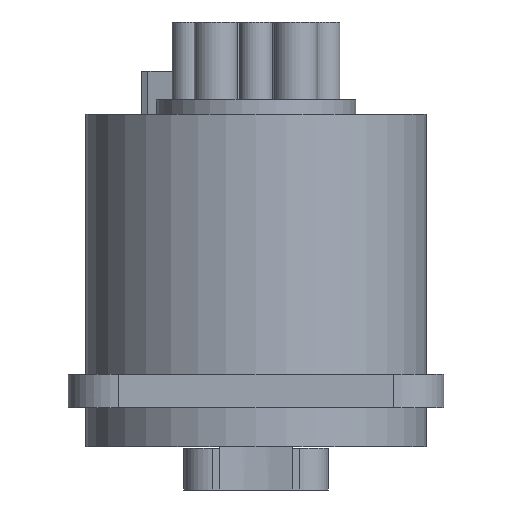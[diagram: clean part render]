
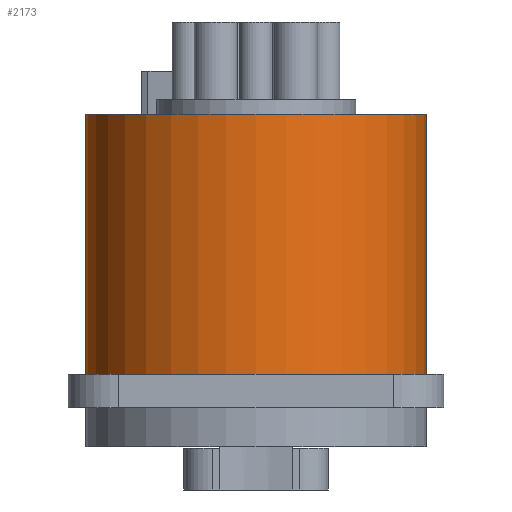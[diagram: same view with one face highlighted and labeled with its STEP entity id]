
A CAD part, front view. The second image highlights one B-rep face of the part: STEP entity #2173.
In plain terms, the highlighted cylindrical face has radius 11.8 mm (diameter 23.6 mm), a partial arc.
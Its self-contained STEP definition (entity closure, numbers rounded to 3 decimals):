
#161=CARTESIAN_POINT('',(0.,0.,2.3));
#162=DIRECTION('',(0.,0.,-1.));
#163=DIRECTION('',(1.,0.,0.));
#164=AXIS2_PLACEMENT_3D('',#161,#162,#163);
#218=DIRECTION('',(0.,0.,-1.));
#219=VECTOR('',#218,18.);
#220=CARTESIAN_POINT('',(-11.8,0.,20.3));
#221=LINE('',#220,#219);
#234=DIRECTION('',(0.,0.,-1.));
#235=VECTOR('',#234,18.);
#236=CARTESIAN_POINT('',(11.8,0.,20.3));
#237=LINE('',#236,#235);
#767=CARTESIAN_POINT('',(0.,0.,20.3));
#768=DIRECTION('',(0.,0.,-1.));
#769=DIRECTION('',(1.,0.,0.));
#770=AXIS2_PLACEMENT_3D('',#767,#768,#769);
#1442=CARTESIAN_POINT('',(-11.8,0.,20.3));
#1443=CARTESIAN_POINT('',(11.8,0.,20.3));
#1444=VERTEX_POINT('',#1442);
#1445=VERTEX_POINT('',#1443);
#1454=CARTESIAN_POINT('',(-11.8,0.,2.3));
#1455=VERTEX_POINT('',#1454);
#1456=CARTESIAN_POINT('',(11.8,0.,2.3));
#1457=VERTEX_POINT('',#1456);
#2161=CARTESIAN_POINT('',(0.,0.,20.3));
#2162=DIRECTION('',(0.,0.,-1.));
#2163=DIRECTION('',(-1.,0.,0.));
#2164=AXIS2_PLACEMENT_3D('',#2161,#2162,#2163);
#2165=CYLINDRICAL_SURFACE('',#2164,11.8);
#2166=ORIENTED_EDGE('',*,*,#2115,.F.);
#2168=ORIENTED_EDGE('',*,*,#2167,.F.);
#2169=ORIENTED_EDGE('',*,*,#2118,.T.);
#2170=ORIENTED_EDGE('',*,*,#1997,.T.);
#2171=EDGE_LOOP('',(#2166,#2168,#2169,#2170));
#2172=FACE_OUTER_BOUND('',#2171,.F.);
#2173=ADVANCED_FACE('',(#2172),#2165,.T.);
#165=CIRCLE('',#164,11.8);
#771=CIRCLE('',#770,11.8);
#1997=EDGE_CURVE('',#1457,#1455,#165,.T.);
#2115=EDGE_CURVE('',#1444,#1455,#221,.T.);
#2118=EDGE_CURVE('',#1445,#1457,#237,.T.);
#2167=EDGE_CURVE('',#1445,#1444,#771,.T.);
